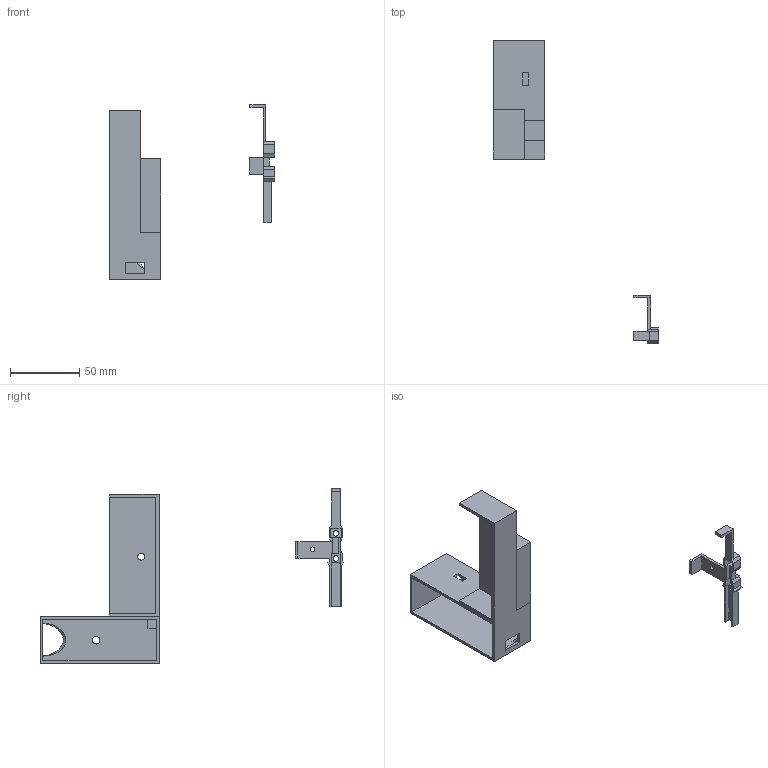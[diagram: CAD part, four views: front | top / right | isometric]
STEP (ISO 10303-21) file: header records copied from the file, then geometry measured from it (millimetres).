
FILE_DESCRIPTION(/* description */ ('STEP AP242','CAx-IF Rec.Pracs.---Representation and Presentation of Product Manufacturing Information (PMI)---4.0---2014-10-13','CAx-IF Rec.Pracs.---3D Tessellated Geometry---0.4---2014-09-14','2;1'),/* implementation_level */ '2;1');
FILE_NAME(/* name */ '6638a6fe7c21df28632136d0',/* time_stamp */ '2024-05-06T09:46:39Z',/* author */ (''),/* organization */ (''),/* preprocessor_version */ 'ST-DEVELOPER v20',/* originating_system */ ' ',/* authorisation */ ' ');
FILE_SCHEMA (('AP242_MANAGED_MODEL_BASED_3D_ENGINEERING_MIM_LF { 1 0 10303 442 1 1 4 }'));
Length unit declared in the file: metre
Products named in the file (3): Part 3; Part 2; Part 4
Bounding box: 119.48 x 219.16 x 126.05 mm (x, y, z)
Volume: 40078.2 mm3; surface area: 43624 mm2
Topology: 3 solids, 3 shells, 157 faces, 457 edges, 302 vertices
Faces by surface type: plane 147, cylinder 10
Full cylindrical faces by diameter (mm): 3.4 x1, 4 x2, 5 x1, 5.5 x1, 23.5 x1
Entity records: 5157 total; most frequent: CARTESIAN_POINT 907, ORIENTED_EDGE 896, DIRECTION 793, EDGE_CURVE 448, LINE 423, VECTOR 423, VERTEX_POINT 299, AXIS2_PLACEMENT_3D 185
